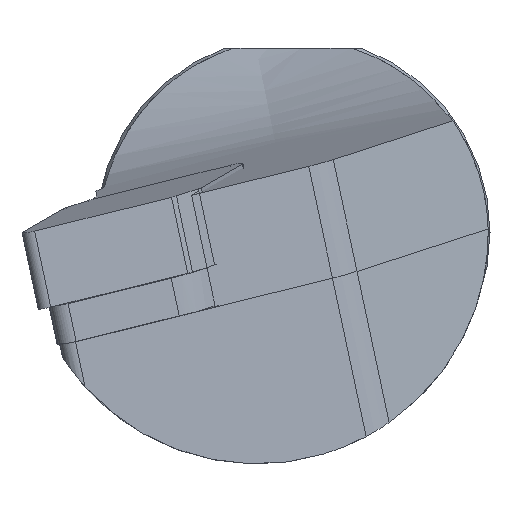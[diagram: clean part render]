
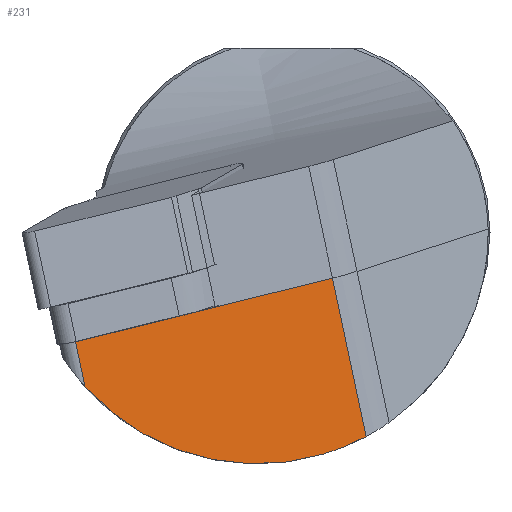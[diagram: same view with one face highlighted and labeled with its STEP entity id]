
A CAD part, left-side view. The second image highlights one B-rep face of the part: STEP entity #231.
In plain terms, the highlighted planar face has unit normal (-0.951, -0.309, -0.036).
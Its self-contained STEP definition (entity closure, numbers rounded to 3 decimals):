
#190=ELLIPSE('',#1207,19.727,18.75);
#231=ADVANCED_FACE('',(#322),#290,.F.);
#290=PLANE('',#1212);
#322=FACE_OUTER_BOUND('',#379,.T.);
#379=EDGE_LOOP('',(#518,#519,#520,#521,#522,#523));
#518=ORIENTED_EDGE('',*,*,#922,.F.);
#519=ORIENTED_EDGE('',*,*,#891,.T.);
#520=ORIENTED_EDGE('',*,*,#923,.T.);
#521=ORIENTED_EDGE('',*,*,#924,.F.);
#522=ORIENTED_EDGE('',*,*,#915,.T.);
#523=ORIENTED_EDGE('',*,*,#920,.T.);
#790=VERTEX_POINT('',#1606);
#791=VERTEX_POINT('',#1607);
#810=VERTEX_POINT('',#1668);
#811=VERTEX_POINT('',#1670);
#814=VERTEX_POINT('',#1710);
#816=VERTEX_POINT('',#1717);
#891=EDGE_CURVE('',#790,#791,#1044,.T.);
#915=EDGE_CURVE('',#811,#810,#190,.T.);
#920=EDGE_CURVE('',#810,#814,#1058,.T.);
#922=EDGE_CURVE('',#790,#814,#1060,.T.);
#923=EDGE_CURVE('',#791,#816,#1061,.T.);
#924=EDGE_CURVE('',#811,#816,#1062,.T.);
#1044=LINE('',#1605,#1120);
#1058=LINE('',#1712,#1134);
#1060=LINE('',#1715,#1136);
#1061=LINE('',#1716,#1137);
#1062=LINE('',#1718,#1138);
#1120=VECTOR('',#1311,1.);
#1134=VECTOR('',#1353,1.);
#1136=VECTOR('',#1357,1.);
#1137=VECTOR('',#1358,1.);
#1138=VECTOR('',#1359,1.);
#1207=AXIS2_PLACEMENT_3D('',#1669,#1345,#1346);
#1212=AXIS2_PLACEMENT_3D('',#1719,#1360,#1361);
#1311=DIRECTION('',(-0.293,0.928,-0.229));
#1345=DIRECTION('',(-0.95,-0.309,-0.037));
#1346=DIRECTION('',(-0.311,0.944,0.112));
#1353=DIRECTION('',(-0.105,0.207,0.973));
#1357=DIRECTION('',(0.293,-0.928,0.229));
#1358=DIRECTION('',(-0.293,0.928,-0.229));
#1359=DIRECTION('',(-0.105,0.207,0.973));
#1360=DIRECTION('',(0.95,0.309,0.037));
#1361=DIRECTION('',(0.309,-0.951,0.));
#1605=CARTESIAN_POINT('',(-180.919,-19.272,46.019));
#1606=CARTESIAN_POINT('',(-183.919,-9.759,43.675));
#1607=CARTESIAN_POINT('',(-184.413,-8.191,43.289));
#1668=CARTESIAN_POINT('',(-179.538,-22.005,33.16));
#1669=CARTESIAN_POINT('',(-183.045,-13.162,49.693));
#1670=CARTESIAN_POINT('',(-187.108,0.826,37.206));
#1710=CARTESIAN_POINT('',(-180.919,-19.272,46.019));
#1712=CARTESIAN_POINT('',(-218.135,54.345,392.361));
#1715=CARTESIAN_POINT('',(-180.919,-19.272,46.019));
#1716=CARTESIAN_POINT('',(-180.919,-19.272,46.019));
#1717=CARTESIAN_POINT('',(-187.502,1.605,40.874));
#1718=CARTESIAN_POINT('',(-224.717,75.222,387.216));
#1719=CARTESIAN_POINT('',(-218.135,54.345,392.361));
